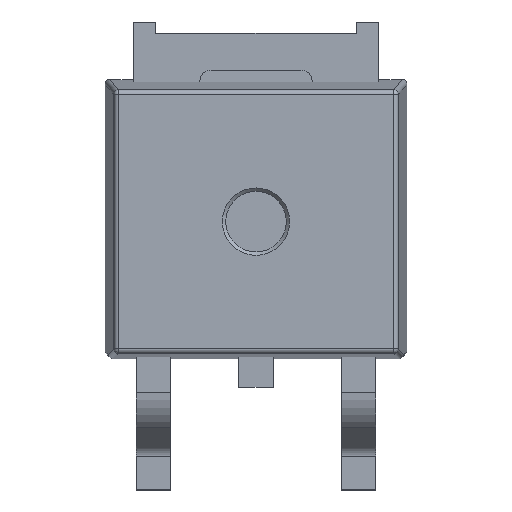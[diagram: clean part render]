
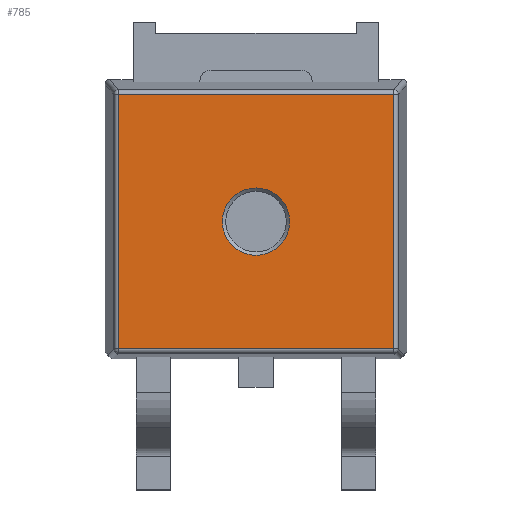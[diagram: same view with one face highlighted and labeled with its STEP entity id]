
A CAD part, top view. The second image highlights one B-rep face of the part: STEP entity #785.
In plain terms, the highlighted planar face has unit normal (0, 0, 1).
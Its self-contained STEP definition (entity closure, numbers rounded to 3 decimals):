
#785=ADVANCED_FACE('',(#1861,#1863),#1865,.T.);
#1861=FACE_BOUND('',#1862,.T.);
#1862=EDGE_LOOP('',(#2655,#2656,#2657,#2658));
#1863=FACE_BOUND('',#1864,.T.);
#1864=EDGE_LOOP('',(#2659));
#1865=PLANE('',#1866);
#1866=AXIS2_PLACEMENT_3D('',#1867,#1868,#1869);
#1867=CARTESIAN_POINT('',(0.,0.,2.388));
#1868=DIRECTION('',(0.,0.,1.));
#1869=DIRECTION('',(1.,0.,0.));
#2655=ORIENTED_EDGE('',*,*,#3111,.T.);
#2656=ORIENTED_EDGE('',*,*,#3112,.T.);
#2657=ORIENTED_EDGE('',*,*,#3113,.T.);
#2658=ORIENTED_EDGE('',*,*,#3114,.T.);
#2659=ORIENTED_EDGE('',*,*,#3115,.T.);
#3111=EDGE_CURVE('',#3535,#3536,#3537,.F.);
#3112=EDGE_CURVE('',#3536,#3538,#3539,.T.);
#3113=EDGE_CURVE('',#3538,#3540,#3541,.F.);
#3114=EDGE_CURVE('',#3540,#3535,#3542,.F.);
#3115=EDGE_CURVE('',#3543,#3543,#3544,.F.);
#3535=VERTEX_POINT('',#4433);
#3536=VERTEX_POINT('',#4434);
#3537=LINE('',#4435,#4436);
#3538=VERTEX_POINT('',#4438);
#3539=LINE('',#4439,#4440);
#3540=VERTEX_POINT('',#4442);
#3541=LINE('',#4443,#4444);
#3542=LINE('',#4446,#4447);
#3543=VERTEX_POINT('',#4449);
#3544=CIRCLE('',#4450,0.75);
#4433=CARTESIAN_POINT('',(-3.065,3.596,2.388));
#4434=CARTESIAN_POINT('',(-3.065,-2.073,2.388));
#4435=CARTESIAN_POINT('',(-3.065,-2.073,2.388));
#4436=VECTOR('',#4437,1.);
#4437=DIRECTION('',(0.,1.,0.));
#4438=CARTESIAN_POINT('',(3.065,-2.073,2.388));
#4439=CARTESIAN_POINT('',(-3.065,-2.073,2.388));
#4440=VECTOR('',#4441,1.);
#4441=DIRECTION('',(1.,0.,0.));
#4442=CARTESIAN_POINT('',(3.065,3.596,2.388));
#4443=CARTESIAN_POINT('',(3.065,3.596,2.388));
#4444=VECTOR('',#4445,1.);
#4445=DIRECTION('',(0.,-1.,0.));
#4446=CARTESIAN_POINT('',(-3.065,3.596,2.388));
#4447=VECTOR('',#4448,1.);
#4448=DIRECTION('',(1.,0.,0.));
#4449=CARTESIAN_POINT('',(0.75,0.761,2.388));
#4450=AXIS2_PLACEMENT_3D('',#4451,#4452,#4453);
#4451=CARTESIAN_POINT('',(0.,0.761,2.388));
#4452=DIRECTION('',(0.,0.,1.));
#4453=DIRECTION('',(1.,0.,0.));
